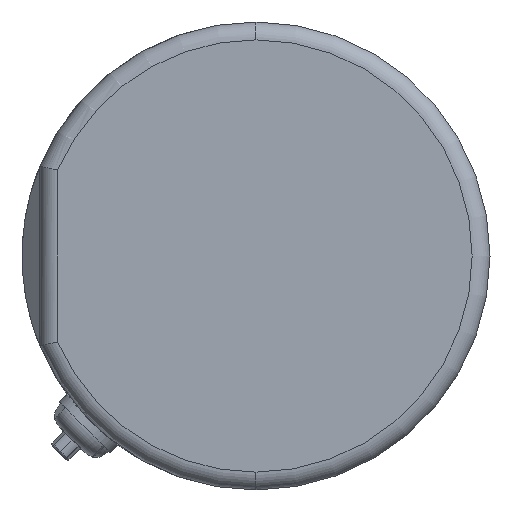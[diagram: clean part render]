
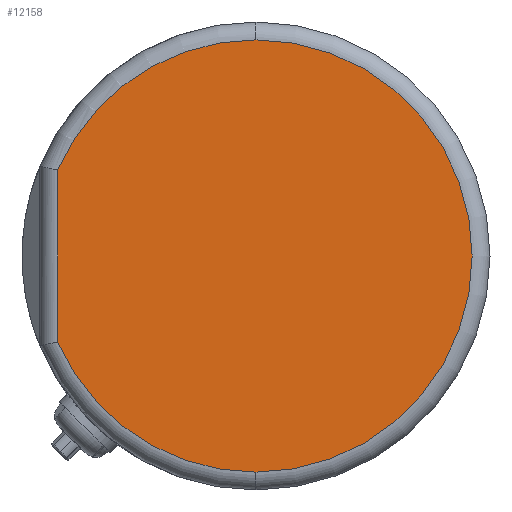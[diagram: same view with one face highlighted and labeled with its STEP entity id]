
A CAD part, left-side view. The second image highlights one B-rep face of the part: STEP entity #12158.
In plain terms, the highlighted planar face has unit normal (-1, 0, 0).
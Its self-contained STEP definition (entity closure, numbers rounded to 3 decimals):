
#181 = CARTESIAN_POINT ( 'NONE',  ( -37.5, 22.2, -9.633 ) ) ;
#907 = ORIENTED_EDGE ( 'NONE', *, *, #18801, .T. ) ;
#2097 = ORIENTED_EDGE ( 'NONE', *, *, #2944, .T. ) ;
#2944 = EDGE_CURVE ( 'NONE', #10746, #17727, #26324, .T. ) ;
#3967 = VECTOR ( 'NONE', #19313, 1000. ) ;
#4462 = DIRECTION ( 'NONE',  ( 0., 0., -1. ) ) ;
#5438 = DIRECTION ( 'NONE',  ( -1., 0., 0. ) ) ;
#5923 = ORIENTED_EDGE ( 'NONE', *, *, #23974, .T. ) ;
#6027 = CIRCLE ( 'NONE', #26925, 24.2 ) ;
#7227 = DIRECTION ( 'NONE',  ( -1., 0., 0. ) ) ;
#7477 = CIRCLE ( 'NONE', #15939, 24.2 ) ;
#9883 = DIRECTION ( 'NONE',  ( -1., 0., 0. ) ) ;
#10004 = AXIS2_PLACEMENT_3D ( 'NONE', #13643, #18790, #4462 ) ;
#10042 = DIRECTION ( 'NONE',  ( 0., 0., -1. ) ) ;
#10746 = VERTEX_POINT ( 'NONE', #17138 ) ;
#12158 = ADVANCED_FACE ( 'NONE', ( #13949 ), #30622, .F. ) ;
#12164 = VERTEX_POINT ( 'NONE', #28278 ) ;
#13571 = ORIENTED_EDGE ( 'NONE', *, *, #20474, .T. ) ;
#13643 = CARTESIAN_POINT ( 'NONE',  ( -37.5, 26.2, 0. ) ) ;
#13949 = FACE_OUTER_BOUND ( 'NONE', #20622, .T. ) ;
#15939 = AXIS2_PLACEMENT_3D ( 'NONE', #28571, #7227, #16744 ) ;
#16744 = DIRECTION ( 'NONE',  ( 0., 0., -1. ) ) ;
#17138 = CARTESIAN_POINT ( 'NONE',  ( -37.5, 22.2, 9.633 ) ) ;
#17727 = VERTEX_POINT ( 'NONE', #181 ) ;
#18790 = DIRECTION ( 'NONE',  ( 1., 0., 0. ) ) ;
#18801 = EDGE_CURVE ( 'NONE', #12164, #29934, #6027, .T. ) ;
#19313 = DIRECTION ( 'NONE',  ( 0., 0., -1. ) ) ;
#20474 = EDGE_CURVE ( 'NONE', #17727, #12164, #7477, .T. ) ;
#20622 = EDGE_LOOP ( 'NONE', ( #13571, #907, #5923, #2097 ) ) ;
#21941 = CIRCLE ( 'NONE', #23946, 24.2 ) ;
#23161 = CARTESIAN_POINT ( 'NONE',  ( -37.5, 0., 24.2 ) ) ;
#23946 = AXIS2_PLACEMENT_3D ( 'NONE', #26113, #9883, #10042 ) ;
#23974 = EDGE_CURVE ( 'NONE', #29934, #10746, #21941, .T. ) ;
#24436 = DIRECTION ( 'NONE',  ( 0., 0., -1. ) ) ;
#26113 = CARTESIAN_POINT ( 'NONE',  ( -37.5, 0., 0. ) ) ;
#26324 = LINE ( 'NONE', #26480, #3967 ) ;
#26480 = CARTESIAN_POINT ( 'NONE',  ( -37.5, 22.2, 0. ) ) ;
#26781 = CARTESIAN_POINT ( 'NONE',  ( -37.5, 0., 0. ) ) ;
#26925 = AXIS2_PLACEMENT_3D ( 'NONE', #26781, #5438, #24436 ) ;
#28278 = CARTESIAN_POINT ( 'NONE',  ( -37.5, 0., -24.2 ) ) ;
#28571 = CARTESIAN_POINT ( 'NONE',  ( -37.5, 0., 0. ) ) ;
#29934 = VERTEX_POINT ( 'NONE', #23161 ) ;
#30622 = PLANE ( 'NONE',  #10004 ) ;
